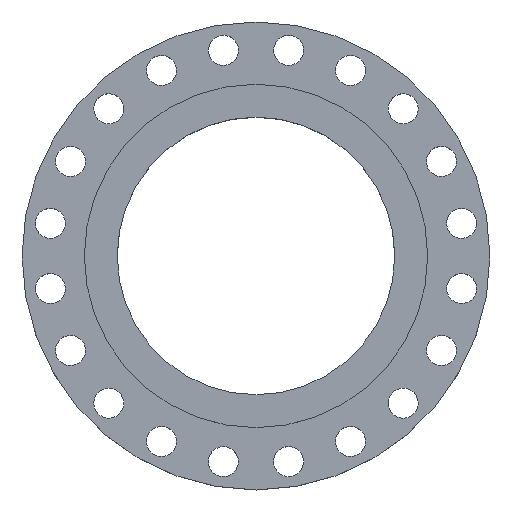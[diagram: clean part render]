
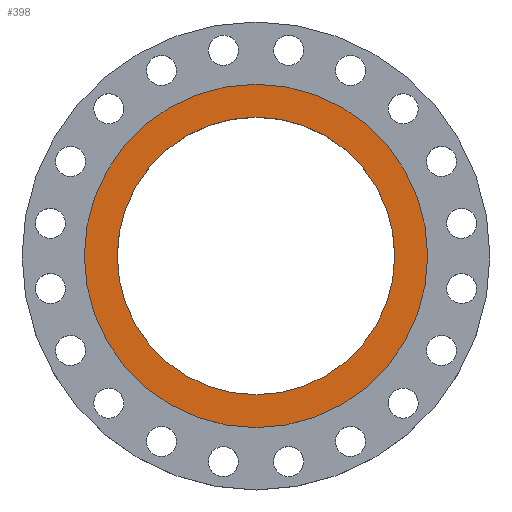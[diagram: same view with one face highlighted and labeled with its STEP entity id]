
A CAD part, top view. The second image highlights one B-rep face of the part: STEP entity #398.
In plain terms, the highlighted planar face has unit normal (0, 0, 1).
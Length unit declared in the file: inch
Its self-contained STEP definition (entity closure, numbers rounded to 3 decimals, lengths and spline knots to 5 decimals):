
#26 = FACE_OUTER_BOUND ( 'NONE', #1737, .T. ) ;
#70 = AXIS2_PLACEMENT_3D ( 'NONE', #894, #1767, #442 ) ;
#86 = EDGE_CURVE ( 'NONE', #1714, #532, #1179, .T. ) ;
#104 = AXIS2_PLACEMENT_3D ( 'NONE', #598, #752, #564 ) ;
#109 = EDGE_CURVE ( 'NONE', #804, #1095, #491, .T. ) ;
#120 = ORIENTED_EDGE ( 'NONE', *, *, #109, .F. ) ;
#150 = CARTESIAN_POINT ( 'NONE',  ( -10., 0., 0. ) ) ;
#180 = CARTESIAN_POINT ( 'NONE',  ( 8.08, 0., 0. ) ) ;
#249 = EDGE_LOOP ( 'NONE', ( #747, #120 ) ) ;
#368 = AXIS2_PLACEMENT_3D ( 'NONE', #1108, #951, #1524 ) ;
#398 = ADVANCED_FACE ( 'NONE', ( #606, #26 ), #1160, .T. ) ;
#442 = DIRECTION ( 'NONE',  ( 1., 0., 0. ) ) ;
#491 = CIRCLE ( 'NONE', #774, 8.08 ) ;
#532 = VERTEX_POINT ( 'NONE', #150 ) ;
#564 = DIRECTION ( 'NONE',  ( 1., 0., 0. ) ) ;
#598 = CARTESIAN_POINT ( 'NONE',  ( 0., 0., 0. ) ) ;
#604 = CARTESIAN_POINT ( 'NONE',  ( 10., 0., 0. ) ) ;
#606 = FACE_BOUND ( 'NONE', #249, .T. ) ;
#615 = CIRCLE ( 'NONE', #104, 8.08 ) ;
#747 = ORIENTED_EDGE ( 'NONE', *, *, #1270, .F. ) ;
#752 = DIRECTION ( 'NONE',  ( 0., 0., 1. ) ) ;
#774 = AXIS2_PLACEMENT_3D ( 'NONE', #1271, #1564, #1145 ) ;
#804 = VERTEX_POINT ( 'NONE', #1838 ) ;
#894 = CARTESIAN_POINT ( 'NONE',  ( 0., 0., 0. ) ) ;
#951 = DIRECTION ( 'NONE',  ( 0., 0., 1. ) ) ;
#1010 = ORIENTED_EDGE ( 'NONE', *, *, #1669, .T. ) ;
#1083 = ORIENTED_EDGE ( 'NONE', *, *, #86, .T. ) ;
#1095 = VERTEX_POINT ( 'NONE', #180 ) ;
#1108 = CARTESIAN_POINT ( 'NONE',  ( 0., 0., 0. ) ) ;
#1145 = DIRECTION ( 'NONE',  ( 1., 0., 0. ) ) ;
#1160 = PLANE ( 'NONE',  #1394 ) ;
#1169 = CARTESIAN_POINT ( 'NONE',  ( 0., 0., 0. ) ) ;
#1178 = DIRECTION ( 'NONE',  ( 0., 0., 1. ) ) ;
#1179 = CIRCLE ( 'NONE', #368, 10. ) ;
#1229 = CIRCLE ( 'NONE', #70, 10. ) ;
#1270 = EDGE_CURVE ( 'NONE', #1095, #804, #615, .T. ) ;
#1271 = CARTESIAN_POINT ( 'NONE',  ( 0., 0., 0. ) ) ;
#1394 = AXIS2_PLACEMENT_3D ( 'NONE', #1169, #1178, #1760 ) ;
#1524 = DIRECTION ( 'NONE',  ( 1., 0., 0. ) ) ;
#1564 = DIRECTION ( 'NONE',  ( 0., 0., 1. ) ) ;
#1669 = EDGE_CURVE ( 'NONE', #532, #1714, #1229, .T. ) ;
#1714 = VERTEX_POINT ( 'NONE', #604 ) ;
#1737 = EDGE_LOOP ( 'NONE', ( #1083, #1010 ) ) ;
#1760 = DIRECTION ( 'NONE',  ( 1., 0., 0. ) ) ;
#1767 = DIRECTION ( 'NONE',  ( 0., 0., 1. ) ) ;
#1838 = CARTESIAN_POINT ( 'NONE',  ( -8.08, 0., 0. ) ) ;
